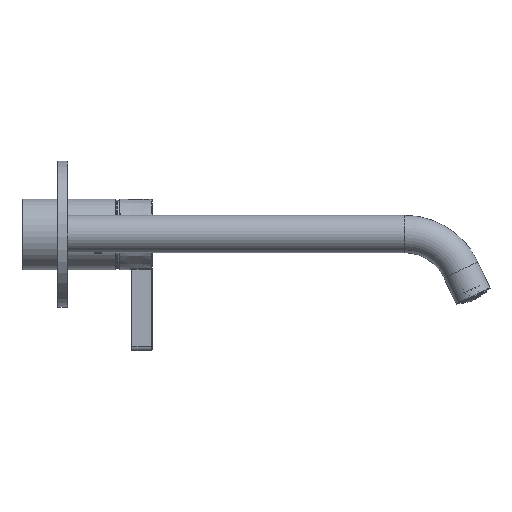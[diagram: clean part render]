
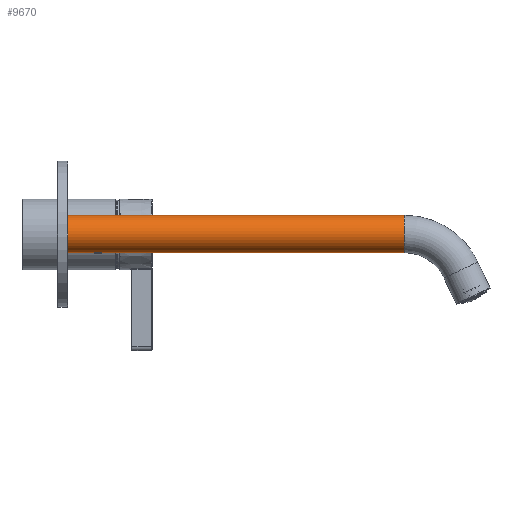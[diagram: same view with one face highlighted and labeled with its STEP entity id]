
A CAD part, top view. The second image highlights one B-rep face of the part: STEP entity #9670.
In plain terms, the highlighted cylindrical face has radius 9 mm (diameter 18 mm), a full revolution.
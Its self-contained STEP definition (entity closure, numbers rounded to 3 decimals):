
#361=CYLINDRICAL_SURFACE('',#10453,9.);
#1538=B_SPLINE_CURVE_WITH_KNOTS('',3,(#16690,#16691,#16692,#16693,#16694,
#16695,#16696,#16697,#16698,#16699,#16700),.UNSPECIFIED.,.T.,.F.,(1,1,1,
1,1,1,1,1,1,1,1,1,1,1,1),(-0.005,-0.003,-0.002,
0.,0.002,0.003,0.005,0.006,
0.008,0.009,0.011,0.013,
0.014,0.016,0.017),.UNSPECIFIED.);
#3329=ORIENTED_EDGE('',*,*,#4304,.T.);
#3330=ORIENTED_EDGE('',*,*,#4311,.T.);
#3331=ORIENTED_EDGE('',*,*,#4312,.T.);
#4304=EDGE_CURVE('',#4955,#4955,#1538,.F.);
#4311=EDGE_CURVE('',#4962,#4962,#5307,.F.);
#4312=EDGE_CURVE('',#4963,#4963,#5308,.T.);
#4955=VERTEX_POINT('',#16701);
#4962=VERTEX_POINT('',#16738);
#4963=VERTEX_POINT('',#16740);
#5307=CIRCLE('',#10454,9.);
#5308=CIRCLE('',#10455,9.);
#5903=EDGE_LOOP('',(#3329));
#5904=EDGE_LOOP('',(#3330));
#5905=EDGE_LOOP('',(#3331));
#6550=FACE_BOUND('',#5903,.T.);
#6551=FACE_BOUND('',#5904,.T.);
#6552=FACE_BOUND('',#5905,.T.);
#9670=ADVANCED_FACE('',(#6550,#6551,#6552),#361,.T.);
#10453=AXIS2_PLACEMENT_3D('',#16736,#12283,#12284);
#10454=AXIS2_PLACEMENT_3D('',#16737,#12285,#12286);
#10455=AXIS2_PLACEMENT_3D('',#16739,#12287,#12288);
#12283=DIRECTION('',(0.,0.,1.));
#12284=DIRECTION('',(1.,0.,0.));
#12285=DIRECTION('',(0.,0.,-1.));
#12286=DIRECTION('',(-1.,0.,0.));
#12287=DIRECTION('',(0.,0.,-1.));
#12288=DIRECTION('',(1.,0.,0.));
#16690=CARTESIAN_POINT('',(8.705,-2.271,17.971));
#16691=CARTESIAN_POINT('',(8.896,-1.54,16.428));
#16692=CARTESIAN_POINT('',(9.055,0.035,15.866));
#16693=CARTESIAN_POINT('',(8.886,1.587,16.475));
#16694=CARTESIAN_POINT('',(8.705,2.27,18.029));
#16695=CARTESIAN_POINT('',(8.896,1.54,19.571));
#16696=CARTESIAN_POINT('',(9.055,-0.034,20.134));
#16697=CARTESIAN_POINT('',(8.886,-1.588,19.525));
#16698=CARTESIAN_POINT('',(8.705,-2.271,17.971));
#16699=CARTESIAN_POINT('',(8.896,-1.54,16.428));
#16700=CARTESIAN_POINT('',(9.055,0.035,15.866));
#16701=CARTESIAN_POINT('',(8.891,-1.399,16.592));
#16736=CARTESIAN_POINT('',(0.,0.,0.));
#16737=CARTESIAN_POINT('',(0.,0.,1.8));
#16738=CARTESIAN_POINT('',(-9.,0.,1.8));
#16739=CARTESIAN_POINT('',(0.,0.,165.39));
#16740=CARTESIAN_POINT('',(9.,0.,165.39));
